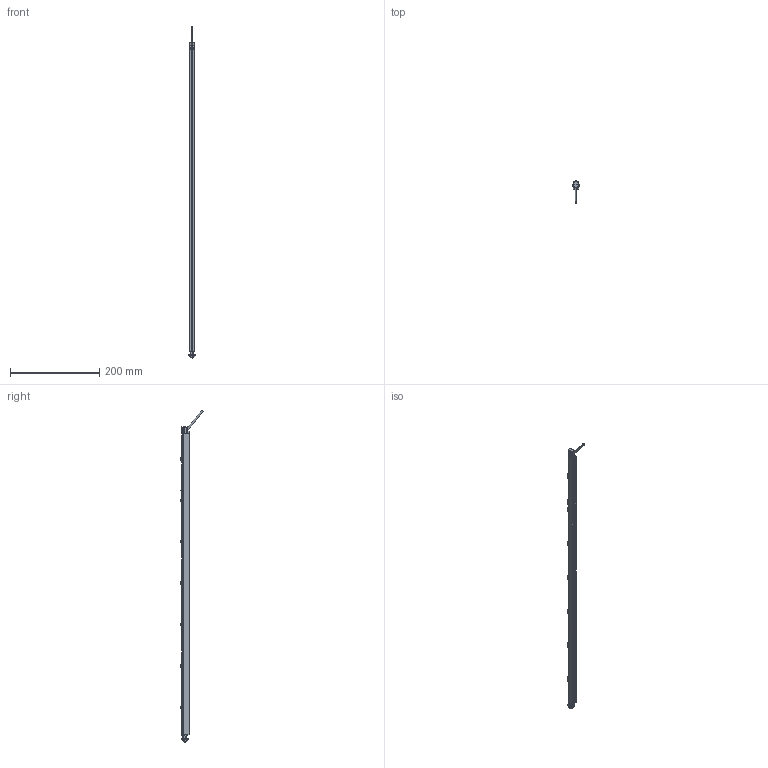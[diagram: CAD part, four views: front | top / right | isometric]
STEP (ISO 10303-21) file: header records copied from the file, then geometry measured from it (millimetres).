
FILE_DESCRIPTION((''),'2;1');
FILE_NAME('217050_SM01_ASM','2022-07-15T10:42:08',('PDMAdmin'),('BANNER ENGINEERING'),'CREO PARAMETRIC BY PTC INC, 2019292','CREO PARAMETRIC BY PTC INC, 2019292','');
FILE_SCHEMA(('CONFIG_CONTROL_DESIGN'));
Length unit declared in the file: millimetre
Products named in the file (2): 217050_SM01; 217050_SM01_ASM
Assembly tree (1 placements, depth 2):
  217050_SM01_ASM
    217050_SM01
Bounding box: 15 x 50.08 x 745.62 mm (x, y, z)
Volume: 113158.5 mm3; surface area: 52470.7 mm2
Topology: 2 solids, 2 shells, 1509 faces, 4065 edges, 2497 vertices
Faces by surface type: bspline 560, plane 484, cylinder 266, cone 97, sphere 34, revolution 28, torus 24, extrusion 16
Entity records: 101249 total; most frequent: CARTESIAN_POINT 68990, ORIENTED_EDGE 8070, DIRECTION 4798, EDGE_CURVE 4035, VERTEX_POINT 2497, B_SPLINE_CURVE_WITH_KNOTS 1916, AXIS2_PLACEMENT_3D 1683, EDGE_LOOP 1554
